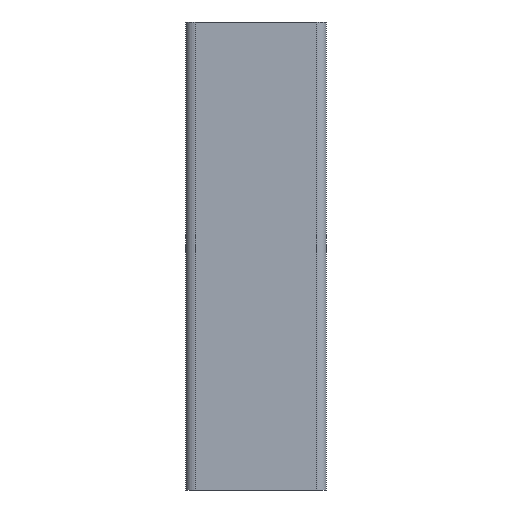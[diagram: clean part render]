
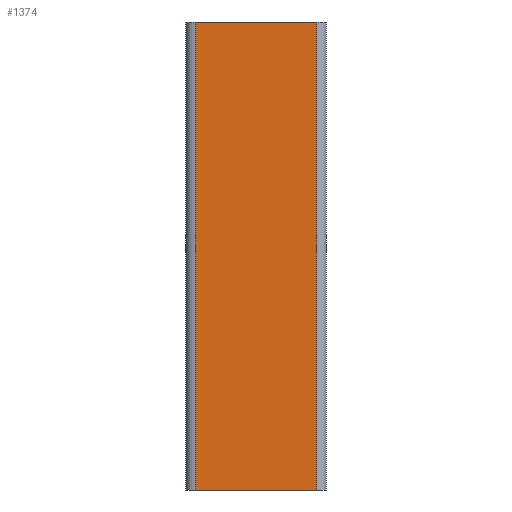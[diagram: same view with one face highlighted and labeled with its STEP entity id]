
A CAD part, front view. The second image highlights one B-rep face of the part: STEP entity #1374.
In plain terms, the highlighted planar face has unit normal (0, -1, 0).
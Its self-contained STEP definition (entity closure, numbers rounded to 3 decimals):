
#157=FACE_OUTER_BOUND('',#226,.T.);
#226=EDGE_LOOP('',(#1119,#1120,#1121,#1122));
#385=LINE('',#2250,#536);
#386=LINE('',#2254,#537);
#387=LINE('',#2256,#538);
#388=LINE('',#2257,#539);
#536=VECTOR('',#1847,100.);
#537=VECTOR('',#1852,26.);
#538=VECTOR('',#1853,100.);
#539=VECTOR('',#1854,26.);
#668=VERTEX_POINT('',#2247);
#669=VERTEX_POINT('',#2249);
#670=VERTEX_POINT('',#2253);
#671=VERTEX_POINT('',#2255);
#860=EDGE_CURVE('',#669,#668,#385,.T.);
#862=EDGE_CURVE('',#668,#670,#386,.T.);
#863=EDGE_CURVE('',#671,#670,#387,.T.);
#864=EDGE_CURVE('',#669,#671,#388,.T.);
#1119=ORIENTED_EDGE('',*,*,#862,.T.);
#1120=ORIENTED_EDGE('',*,*,#863,.F.);
#1121=ORIENTED_EDGE('',*,*,#864,.F.);
#1122=ORIENTED_EDGE('',*,*,#860,.T.);
#1308=PLANE('',#1486);
#1374=ADVANCED_FACE('',(#157),#1308,.T.);
#1486=AXIS2_PLACEMENT_3D('',#2252,#1850,#1851);
#1847=DIRECTION('',(0.,0.,1.));
#1850=DIRECTION('center_axis',(0.,-1.,0.));
#1851=DIRECTION('ref_axis',(1.,0.,0.));
#1852=DIRECTION('',(-1.,0.,0.));
#1853=DIRECTION('',(0.,0.,1.));
#1854=DIRECTION('',(-1.,0.,0.));
#2247=CARTESIAN_POINT('',(13.,-15.,100.));
#2249=CARTESIAN_POINT('',(13.,-15.,0.));
#2250=CARTESIAN_POINT('',(13.,-15.,0.));
#2252=CARTESIAN_POINT('Origin',(-13.,-15.,0.));
#2253=CARTESIAN_POINT('',(-13.,-15.,100.));
#2254=CARTESIAN_POINT('',(-6.5,-15.,100.));
#2255=CARTESIAN_POINT('',(-13.,-15.,0.));
#2256=CARTESIAN_POINT('',(-13.,-15.,0.));
#2257=CARTESIAN_POINT('',(-6.5,-15.,0.));
